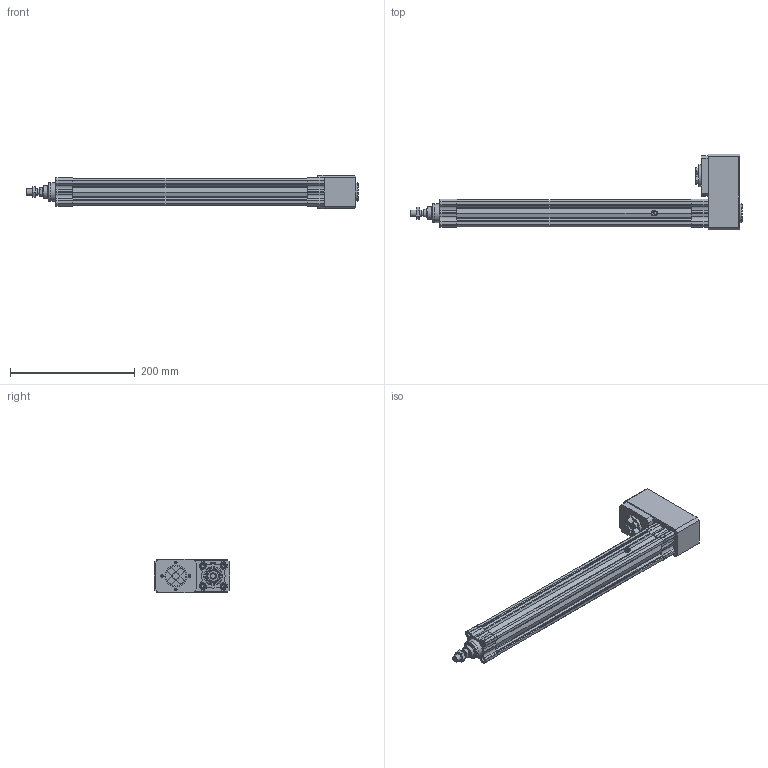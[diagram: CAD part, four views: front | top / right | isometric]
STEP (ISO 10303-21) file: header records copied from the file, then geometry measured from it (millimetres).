
FILE_DESCRIPTION( ( 'STEP AP214' ), '1' );
FILE_NAME( '18A.B.A.300.A.0000(0).stp', '2020-06-16T18:14:34', ( 'License CC BY-ND 4.0' ), ( 'CADENAS' ), ' ', 'PARTsolutions', ' ' );
FILE_SCHEMA( ( 'AUTOMOTIVE_DESIGN { 1 0 10303 214 1 1 1 1 }' ) );
Length unit declared in the file: millimetre
Products named in the file (8): 18A.B.A.300.A.0000(0); _1832-103-300; _1832-102; _CPP32-013; _RINVIO-32; _1832-101; _stelo-32( 300); _1320.32.18F
Assembly tree (14 placements, depth 2):
  18A.B.A.300.A.0000(0)
    _1832-103-300
    _1832-102
    _CPP32-013  x8
    _RINVIO-32
    _1832-101
    _stelo-32( 300)
    _1320.32.18F
Bounding box: 532.7 x 121 x 53 mm (x, y, z)
Volume: 840698 mm3; surface area: 224182.7 mm2
Topology: 14 solids, 14 shells, 643 faces, 1559 edges, 995 vertices
Faces by surface type: plane 348, cylinder 184, cone 99, torus 12
Full cylindrical faces by diameter (mm): 3.242 x4, 4.134 x1, 4.917 x12, 6 x12, 6.4 x8, 8 x3, 8.5 x1, 8.647 x1, 9 x1, 10 x10, 10.5 x9, 14 x1, 20 x4, 21 x1, 22.524 x2, 23.5 x1, 26 x1, 28.5 x2, 29.7 x1, 30 x2, 30.5 x1, 32.2 x1, 34 x2, 35 x1
Entity records: 17511 total; most frequent: CARTESIAN_POINT 2471, DIRECTION 2391, ORIENTED_EDGE 2076, EDGE_CURVE 1038, AXIS2_PLACEMENT_3D 893, VERTEX_POINT 749, EDGE_LOOP 659, LINE 605
